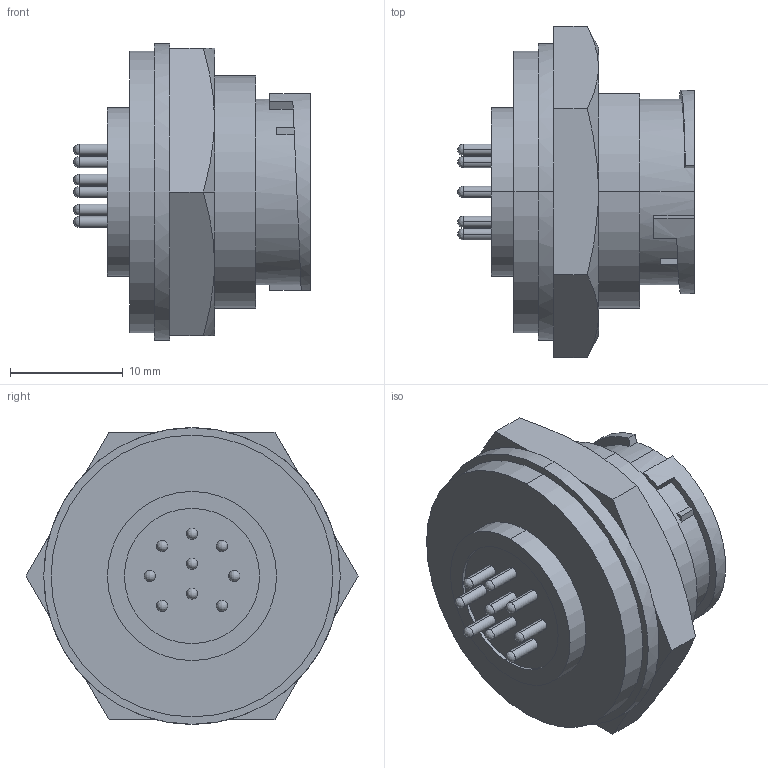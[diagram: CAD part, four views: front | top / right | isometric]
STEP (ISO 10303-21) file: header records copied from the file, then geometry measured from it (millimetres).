
FILE_DESCRIPTION (( 'STEP AP203' ), '1' );
FILE_NAME ('P312.STEP', '2020-04-01T02:57:13', ( 'edpusr' ), ( 'Microsoft' ), 'SwSTEP 2.0', 'SolidWorks 2015', '' );
FILE_SCHEMA (( 'CONFIG_CONTROL_DESIGN' ));
Length unit declared in the file: millimetre
Products named in the file (1): P312
Bounding box: 21 x 29.44 x 26.3 mm (x, y, z)
Volume: 5477.5 mm3; surface area: 3715.9 mm2
Topology: 1 solids, 1 shells, 149 faces, 362 edges, 224 vertices
Faces by surface type: plane 69, cylinder 60, bspline 18, cone 2
Entity records: 5011 total; most frequent: CARTESIAN_POINT 1533, DIRECTION 719, ORIENTED_EDGE 688, EDGE_CURVE 344, AXIS2_PLACEMENT_3D 274, VERTEX_POINT 224, EDGE_LOOP 176, VECTOR 171
